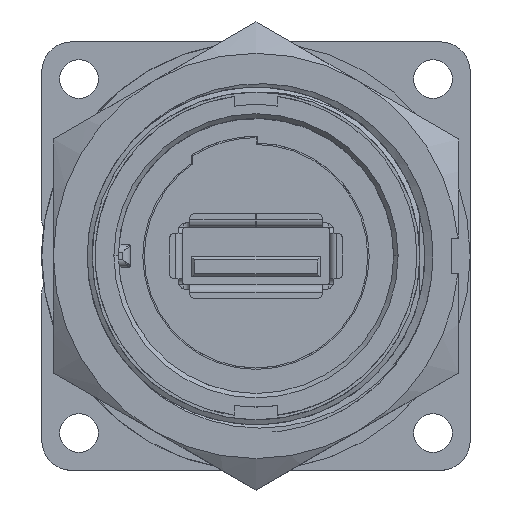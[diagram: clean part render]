
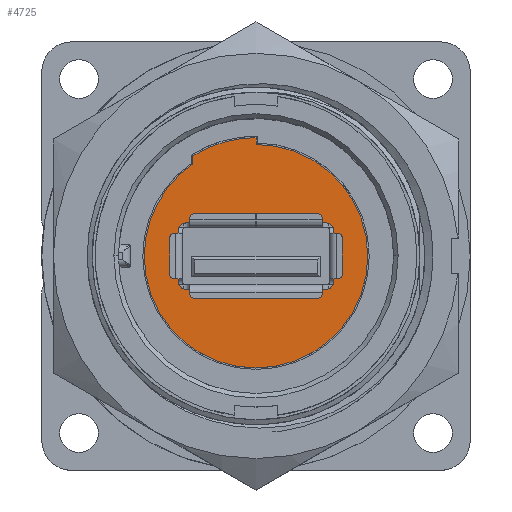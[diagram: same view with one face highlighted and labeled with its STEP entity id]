
A CAD part, top view. The second image highlights one B-rep face of the part: STEP entity #4725.
In plain terms, the highlighted planar face has unit normal (0, 0, 1).
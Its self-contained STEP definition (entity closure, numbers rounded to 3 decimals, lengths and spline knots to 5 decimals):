
#248 = CIRCLE ( 'NONE', #40985, 0.024 ) ;
#258 = CARTESIAN_POINT ( 'NONE',  ( 0.236, 0.087, -0.79 ) ) ;
#1051 = VERTEX_POINT ( 'NONE', #42733 ) ;
#1180 = ORIENTED_EDGE ( 'NONE', *, *, #43987, .F. ) ;
#1284 = VECTOR ( 'NONE', #29176, 39.37008 ) ;
#1485 = VERTEX_POINT ( 'NONE', #18284 ) ;
#2470 = LINE ( 'NONE', #48084, #1284 ) ;
#2569 = VERTEX_POINT ( 'NONE', #25933 ) ;
#2924 = FACE_BOUND ( 'NONE', #18743, .T. ) ;
#3292 = DIRECTION ( 'NONE',  ( -1., 0., 0. ) ) ;
#3399 = EDGE_CURVE ( 'NONE', #39770, #2569, #9539, .T. ) ;
#3415 = VECTOR ( 'NONE', #7361, 39.37008 ) ;
#3573 = CARTESIAN_POINT ( 'NONE',  ( -0.212, 0., -0.79 ) ) ;
#3741 = PLANE ( 'NONE',  #11992 ) ;
#3828 = EDGE_CURVE ( 'NONE', #45303, #16653, #17822, .T. ) ;
#4059 = DIRECTION ( 'NONE',  ( -1., 0., 0. ) ) ;
#4430 = CARTESIAN_POINT ( 'NONE',  ( 0., 0.111, -0.79 ) ) ;
#4725 = ADVANCED_FACE ( 'NONE', ( #2924, #31988 ), #3741, .T. ) ;
#5356 = DIRECTION ( 'NONE',  ( 0., -1., 0. ) ) ;
#6074 = EDGE_CURVE ( 'NONE', #24658, #12888, #18876, .T. ) ;
#6206 = CARTESIAN_POINT ( 'NONE',  ( 0.375, 0., -0.79 ) ) ;
#6980 = ORIENTED_EDGE ( 'NONE', *, *, #35856, .T. ) ;
#7361 = DIRECTION ( 'NONE',  ( 0., -1., 0. ) ) ;
#7698 = DIRECTION ( 'NONE',  ( 0., 0., 1. ) ) ;
#7830 = CIRCLE ( 'NONE', #43893, 0.024 ) ;
#8359 = DIRECTION ( 'NONE',  ( 0., 0., -1. ) ) ;
#8686 = CARTESIAN_POINT ( 'NONE',  ( -0.236, -0.111, -0.79 ) ) ;
#8739 = CARTESIAN_POINT ( 'NONE',  ( 0., 0.111, -0.79 ) ) ;
#8828 = CARTESIAN_POINT ( 'NONE',  ( 0., 0., -0.79 ) ) ;
#8958 = DIRECTION ( 'NONE',  ( 1., 0., 0. ) ) ;
#9194 = EDGE_CURVE ( 'NONE', #12941, #12888, #18693, .T. ) ;
#9396 = ORIENTED_EDGE ( 'NONE', *, *, #6074, .T. ) ;
#9539 = LINE ( 'NONE', #8739, #48722 ) ;
#9579 = CARTESIAN_POINT ( 'NONE',  ( 0., -0.111, -0.79 ) ) ;
#9729 = CARTESIAN_POINT ( 'NONE',  ( -0.236, -0.087, -0.79 ) ) ;
#10639 = ORIENTED_EDGE ( 'NONE', *, *, #38363, .T. ) ;
#11202 = ORIENTED_EDGE ( 'NONE', *, *, #43628, .T. ) ;
#11472 = CARTESIAN_POINT ( 'NONE',  ( 0.03, 0.111, -0.79 ) ) ;
#11587 = ORIENTED_EDGE ( 'NONE', *, *, #47587, .F. ) ;
#11992 = AXIS2_PLACEMENT_3D ( 'NONE', #8828, #48881, #48721 ) ;
#12053 = LINE ( 'NONE', #31875, #42356 ) ;
#12119 = ORIENTED_EDGE ( 'NONE', *, *, #45400, .F. ) ;
#12581 = DIRECTION ( 'NONE',  ( 1., 0., 0. ) ) ;
#12638 = CARTESIAN_POINT ( 'NONE',  ( -0.26, -0.087, -0.79 ) ) ;
#12888 = VERTEX_POINT ( 'NONE', #8686 ) ;
#12941 = VERTEX_POINT ( 'NONE', #12638 ) ;
#13175 = CARTESIAN_POINT ( 'NONE',  ( 0., 0., -0.79 ) ) ;
#13348 = DIRECTION ( 'NONE',  ( -1., 0., 0. ) ) ;
#13500 = DIRECTION ( 'NONE',  ( -1., 0., 0. ) ) ;
#13659 = CIRCLE ( 'NONE', #29942, 0.398 ) ;
#14608 = CARTESIAN_POINT ( 'NONE',  ( 0., 0., -0.79 ) ) ;
#15415 = VECTOR ( 'NONE', #32726, 39.37008 ) ;
#15561 = CARTESIAN_POINT ( 'NONE',  ( 0., 0.398, -0.79 ) ) ;
#15789 = EDGE_LOOP ( 'NONE', ( #12119, #24724, #11587, #47938, #38565, #11202 ) ) ;
#15861 = DIRECTION ( 'NONE',  ( 0., 0., -1. ) ) ;
#16094 = ORIENTED_EDGE ( 'NONE', *, *, #25791, .T. ) ;
#16166 = VECTOR ( 'NONE', #24802, 39.37008 ) ;
#16653 = VERTEX_POINT ( 'NONE', #6206 ) ;
#17184 = DIRECTION ( 'NONE',  ( 0., 0., -1. ) ) ;
#17822 = CIRCLE ( 'NONE', #37749, 0.375 ) ;
#18284 = CARTESIAN_POINT ( 'NONE',  ( 0.027, 0.111, -0.79 ) ) ;
#18311 = CIRCLE ( 'NONE', #44628, 0.375 ) ;
#18454 = DIRECTION ( 'NONE',  ( 1., 0., 0. ) ) ;
#18693 = CIRCLE ( 'NONE', #25305, 0.024 ) ;
#18743 = EDGE_LOOP ( 'NONE', ( #9396, #23113, #10639, #20041, #6980, #16094, #37196, #1180, #47323, #40905 ) ) ;
#18876 = LINE ( 'NONE', #9579, #30153 ) ;
#19827 = AXIS2_PLACEMENT_3D ( 'NONE', #38618, #15861, #42414 ) ;
#20041 = ORIENTED_EDGE ( 'NONE', *, *, #38444, .F. ) ;
#20981 = CARTESIAN_POINT ( 'NONE',  ( 0., 0., -0.79 ) ) ;
#21284 = CARTESIAN_POINT ( 'NONE',  ( 0., 0.111, -0.79 ) ) ;
#21625 = CARTESIAN_POINT ( 'NONE',  ( -0.212, 0.33684, -0.79 ) ) ;
#23113 = ORIENTED_EDGE ( 'NONE', *, *, #9194, .F. ) ;
#23296 = VECTOR ( 'NONE', #46078, 39.37008 ) ;
#23572 = LINE ( 'NONE', #3573, #3415 ) ;
#24658 = VERTEX_POINT ( 'NONE', #43626 ) ;
#24724 = ORIENTED_EDGE ( 'NONE', *, *, #38737, .T. ) ;
#24802 = DIRECTION ( 'NONE',  ( 0., 1., 0. ) ) ;
#24869 = VERTEX_POINT ( 'NONE', #40958 ) ;
#25305 = AXIS2_PLACEMENT_3D ( 'NONE', #9729, #36253, #13500 ) ;
#25521 = LINE ( 'NONE', #21284, #15415 ) ;
#25765 = CARTESIAN_POINT ( 'NONE',  ( 0., 0.375, -0.79 ) ) ;
#25791 = EDGE_CURVE ( 'NONE', #1485, #39770, #25521, .T. ) ;
#25933 = CARTESIAN_POINT ( 'NONE',  ( 0.236, 0.111, -0.79 ) ) ;
#26027 = DIRECTION ( 'NONE',  ( 0., 0., 1. ) ) ;
#26787 = DIRECTION ( 'NONE',  ( 0., 0., 1. ) ) ;
#27754 = VERTEX_POINT ( 'NONE', #37175 ) ;
#28595 = EDGE_CURVE ( 'NONE', #16653, #1051, #37403, .T. ) ;
#29176 = DIRECTION ( 'NONE',  ( 0., 1., 0. ) ) ;
#29718 = VERTEX_POINT ( 'NONE', #15561 ) ;
#29942 = AXIS2_PLACEMENT_3D ( 'NONE', #14608, #41176, #18454 ) ;
#30153 = VECTOR ( 'NONE', #13348, 39.37008 ) ;
#30423 = CARTESIAN_POINT ( 'NONE',  ( 0.236, -0.087, -0.79 ) ) ;
#31078 = CARTESIAN_POINT ( 'NONE',  ( 0., 0., -0.79 ) ) ;
#31875 = CARTESIAN_POINT ( 'NONE',  ( 0.26, 0., -0.79 ) ) ;
#31988 = FACE_OUTER_BOUND ( 'NONE', #15789, .T. ) ;
#32726 = DIRECTION ( 'NONE',  ( 1., 0., 0. ) ) ;
#33381 = LINE ( 'NONE', #4430, #23296 ) ;
#34220 = DIRECTION ( 'NONE',  ( -1., 0., 0. ) ) ;
#34893 = DIRECTION ( 'NONE',  ( 1., 0., 0. ) ) ;
#35856 = EDGE_CURVE ( 'NONE', #27754, #1485, #33381, .T. ) ;
#35963 = VERTEX_POINT ( 'NONE', #42759 ) ;
#36253 = DIRECTION ( 'NONE',  ( 0., 0., 1. ) ) ;
#37175 = CARTESIAN_POINT ( 'NONE',  ( -0.236, 0.111, -0.79 ) ) ;
#37196 = ORIENTED_EDGE ( 'NONE', *, *, #3399, .T. ) ;
#37403 = CIRCLE ( 'NONE', #19827, 0.375 ) ;
#37749 = AXIS2_PLACEMENT_3D ( 'NONE', #13175, #17184, #12581 ) ;
#38363 = EDGE_CURVE ( 'NONE', #12941, #40556, #2470, .T. ) ;
#38444 = EDGE_CURVE ( 'NONE', #27754, #40556, #40445, .T. ) ;
#38565 = ORIENTED_EDGE ( 'NONE', *, *, #3828, .F. ) ;
#38618 = CARTESIAN_POINT ( 'NONE',  ( 0., 0., -0.79 ) ) ;
#38737 = EDGE_CURVE ( 'NONE', #41344, #35963, #23572, .T. ) ;
#39741 = VERTEX_POINT ( 'NONE', #45509 ) ;
#39770 = VERTEX_POINT ( 'NONE', #11472 ) ;
#40445 = CIRCLE ( 'NONE', #48838, 0.024 ) ;
#40556 = VERTEX_POINT ( 'NONE', #46912 ) ;
#40905 = ORIENTED_EDGE ( 'NONE', *, *, #42271, .F. ) ;
#40958 = CARTESIAN_POINT ( 'NONE',  ( 0.26, -0.087, -0.79 ) ) ;
#40985 = AXIS2_PLACEMENT_3D ( 'NONE', #30423, #7698, #34220 ) ;
#41176 = DIRECTION ( 'NONE',  ( 0., 0., -1. ) ) ;
#41344 = VERTEX_POINT ( 'NONE', #21625 ) ;
#42271 = EDGE_CURVE ( 'NONE', #24658, #24869, #248, .T. ) ;
#42356 = VECTOR ( 'NONE', #5356, 39.37008 ) ;
#42414 = DIRECTION ( 'NONE',  ( 1., 0., 0. ) ) ;
#42572 = EDGE_CURVE ( 'NONE', #39741, #24869, #12053, .T. ) ;
#42733 = CARTESIAN_POINT ( 'NONE',  ( -0.375, 0., -0.79 ) ) ;
#42759 = CARTESIAN_POINT ( 'NONE',  ( -0.212, 0.30932, -0.79 ) ) ;
#43626 = CARTESIAN_POINT ( 'NONE',  ( 0.236, -0.111, -0.79 ) ) ;
#43628 = EDGE_CURVE ( 'NONE', #45303, #29718, #46453, .T. ) ;
#43893 = AXIS2_PLACEMENT_3D ( 'NONE', #258, #26787, #4059 ) ;
#43987 = EDGE_CURVE ( 'NONE', #39741, #2569, #7830, .T. ) ;
#44628 = AXIS2_PLACEMENT_3D ( 'NONE', #31078, #8359, #34893 ) ;
#45303 = VERTEX_POINT ( 'NONE', #25765 ) ;
#45400 = EDGE_CURVE ( 'NONE', #41344, #29718, #13659, .T. ) ;
#45509 = CARTESIAN_POINT ( 'NONE',  ( 0.26, 0.087, -0.79 ) ) ;
#46078 = DIRECTION ( 'NONE',  ( 1., 0., 0. ) ) ;
#46453 = LINE ( 'NONE', #20981, #16166 ) ;
#46912 = CARTESIAN_POINT ( 'NONE',  ( -0.26, 0.087, -0.79 ) ) ;
#47323 = ORIENTED_EDGE ( 'NONE', *, *, #42572, .T. ) ;
#47587 = EDGE_CURVE ( 'NONE', #1051, #35963, #18311, .T. ) ;
#47938 = ORIENTED_EDGE ( 'NONE', *, *, #28595, .F. ) ;
#48084 = CARTESIAN_POINT ( 'NONE',  ( -0.26, 0., -0.79 ) ) ;
#48721 = DIRECTION ( 'NONE',  ( 1., 0., 0. ) ) ;
#48722 = VECTOR ( 'NONE', #8958, 39.37008 ) ;
#48743 = CARTESIAN_POINT ( 'NONE',  ( -0.236, 0.087, -0.79 ) ) ;
#48838 = AXIS2_PLACEMENT_3D ( 'NONE', #48743, #26027, #3292 ) ;
#48881 = DIRECTION ( 'NONE',  ( 0., 0., 1. ) ) ;
